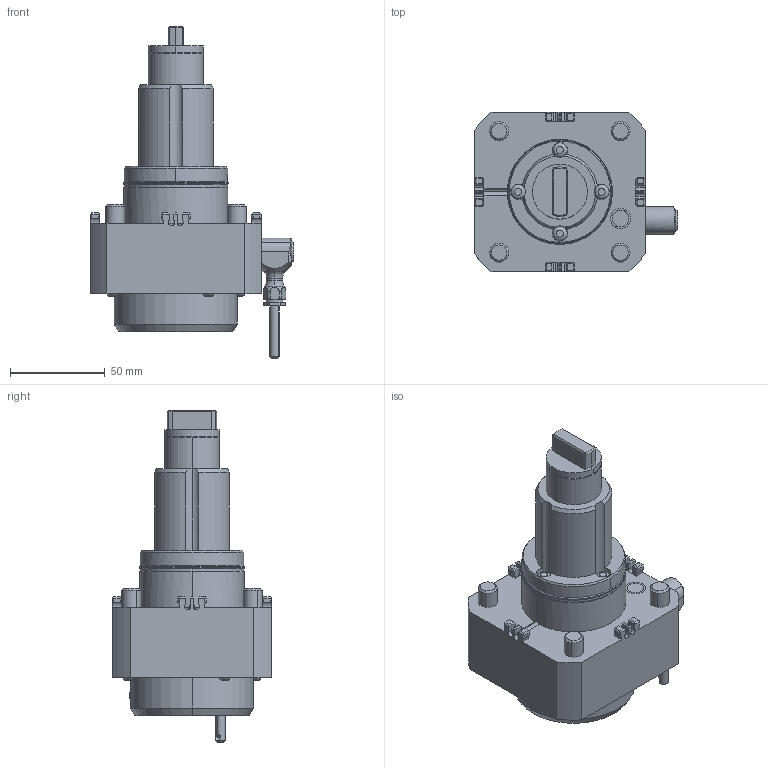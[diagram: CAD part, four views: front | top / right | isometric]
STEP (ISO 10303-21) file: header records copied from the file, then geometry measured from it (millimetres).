
FILE_DESCRIPTION(('HOOPS Exchange Step'),'2;1');
FILE_NAME('Modelcomposition.stp','2024-06-10T08:31:01+00:00',('toolarena-modelservice-ewspro'),('Unknown organisation'),'HOOPS Exchange 2021.2','HOOPS Exchange','Unknown authorisation');
FILE_SCHEMA( ('AP242_MANAGED_MODEL_BASED_3D_ENGINEERING_MIM_LF {1 0 10303 442 1 1 4 }') );
Length unit declared in the file: millimetre
Products named in the file (1): EWS_230081_DIN4003
Bounding box: 107 x 84 x 174.9 mm (x, y, z)
Volume: 479473.4 mm3; surface area: 49252.5 mm2
Topology: 1 solids, 1 shells, 362 faces, 909 edges, 575 vertices
Faces by surface type: plane 187, cylinder 100, cone 48, torus 18, bspline 9
Entity records: 11444 total; most frequent: CARTESIAN_POINT 2610, DIRECTION 1918, ORIENTED_EDGE 1818, EDGE_CURVE 909, AXIS2_PLACEMENT_3D 716, VERTEX_POINT 575, VECTOR 486, LINE 486
